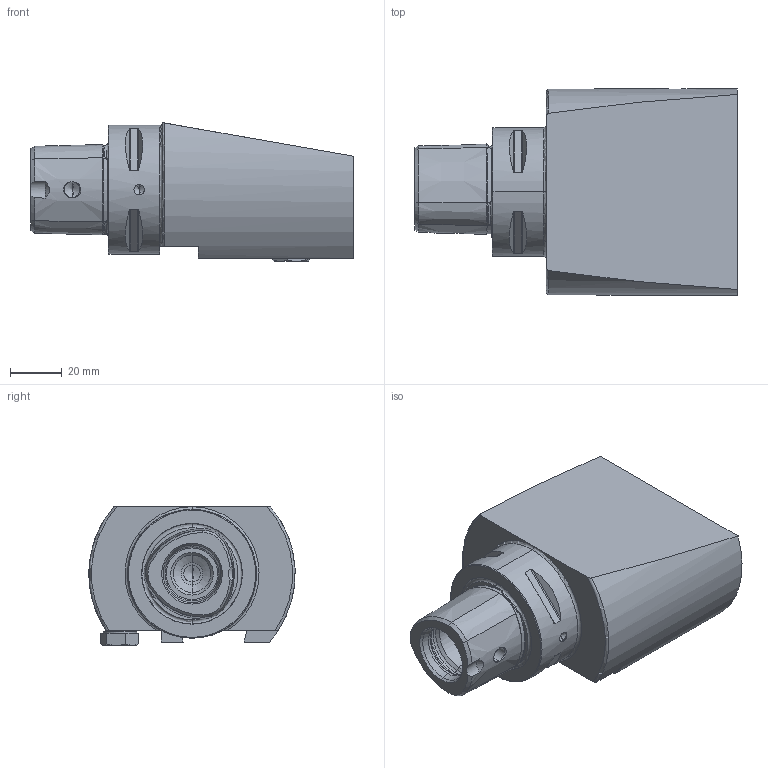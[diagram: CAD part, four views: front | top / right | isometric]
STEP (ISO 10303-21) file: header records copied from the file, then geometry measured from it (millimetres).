
FILE_DESCRIPTION (( 'STEP AP214' ), '1' );
FILE_NAME ('PS5-AM3.K11.095.STEP', '2017-01-23T07:13:24', ( 'SWIAdmin' ), ( 'Hewlett-Packard Company' ), 'SwSTEP 2.0', 'SolidWorks 2015', '' );
FILE_SCHEMA (( 'AUTOMOTIVE_DESIGN' ));
Length unit declared in the file: millimetre
Products named in the file (6): PS5-AM3.K11.095_A; KVT_MB_600_060; ISO 4035 - M8_PreviewCfg; AM3-ER1.001.020_PreviewCfg; PS5-AM3.K11.095; ISO 4762 - M6 x 16_PreviewCfg
Assembly tree (6 placements, depth 2):
  PS5-AM3.K11.095
    PS5-AM3.K11.095_A
    ISO 4762 - M6 x 16_PreviewCfg  x2
    AM3-ER1.001.020_PreviewCfg
    ISO 4035 - M8_PreviewCfg
    KVT_MB_600_060
Bounding box: 125 x 79.98 x 53.85 mm (x, y, z)
Volume: 264380.1 mm3; surface area: 42519.1 mm2
Topology: 7 solids, 7 shells, 354 faces, 829 edges, 486 vertices
Faces by surface type: cone 122, plane 103, cylinder 85, torus 42, sphere 2
Entity records: 10560 total; most frequent: CARTESIAN_POINT 2817, DIRECTION 1588, ORIENTED_EDGE 1496, EDGE_CURVE 748, AXIS2_PLACEMENT_3D 639, VERTEX_POINT 450, EDGE_LOOP 358, FACE_OUTER_BOUND 327
